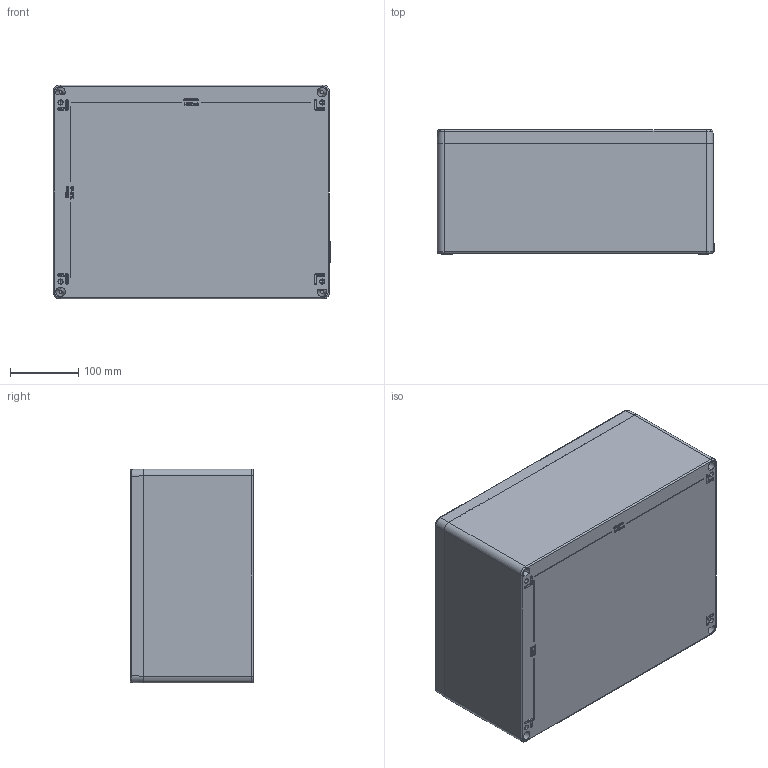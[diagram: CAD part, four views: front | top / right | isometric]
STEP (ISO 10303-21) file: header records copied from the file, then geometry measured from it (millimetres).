
FILE_DESCRIPTION (( 'STEP AP214' ), '1' );
FILE_NAME ('25314018.STEP', '2012-06-14T11:42:15', ( ' ' ), ( '' ), 'SwSTEP 2.0', 'SolidWorks 2011', '' );
FILE_SCHEMA (( 'AUTOMOTIVE_DESIGN' ));
Length unit declared in the file: millimetre
Products named in the file (10): 92441; 92081; 95947; 83171; 01314018_Ex Ausführung; 82016; 93134; 02071; 03711; 25314018
Assembly tree (12 placements, depth 3):
  25314018
    01314018_Ex Ausführung
      93134  x4
      03711
      82016
      02071
    92081
    92441
    95947
    83171
Bounding box: 406 x 181 x 313 mm (x, y, z)
Volume: 3061072.5 mm3; surface area: 1047060.2 mm2
Topology: 11 solids, 11 shells, 1451 faces, 3553 edges, 2186 vertices
Faces by surface type: plane 481, bspline 406, cylinder 307, cone 173, torus 76, sphere 8
Entity records: 63960 total; most frequent: CARTESIAN_POINT 34818, ORIENTED_EDGE 6576, DIRECTION 4982, EDGE_CURVE 3288, VERTEX_POINT 2036, AXIS2_PLACEMENT_3D 1785, EDGE_LOOP 1478, LINE 1412
